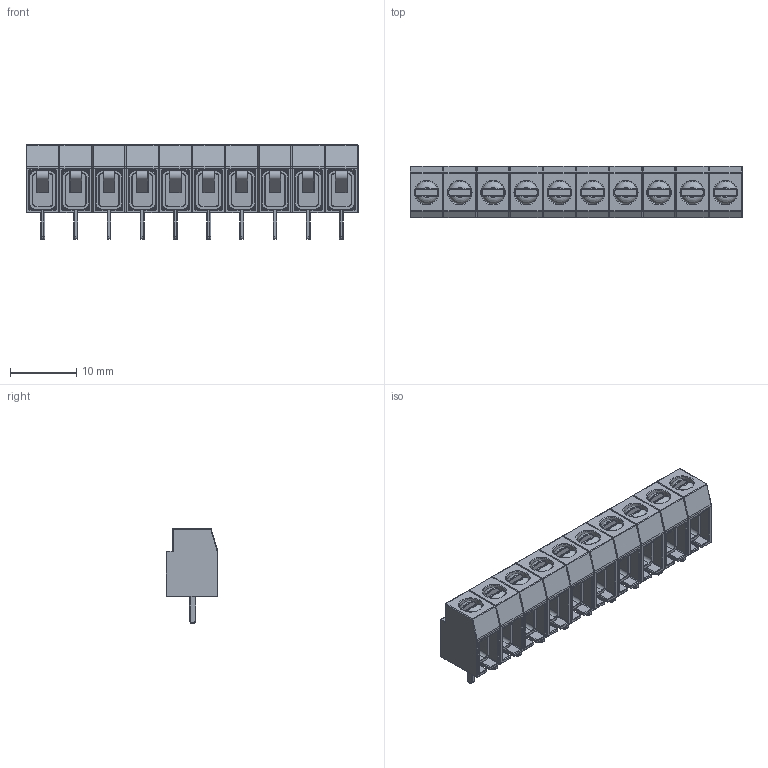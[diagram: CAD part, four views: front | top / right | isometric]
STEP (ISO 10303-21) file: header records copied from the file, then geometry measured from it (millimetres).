
FILE_DESCRIPTION(('FreeCAD Model'),'2;1');
FILE_NAME('Open CASCADE Shape Model','2023-08-10T16:54:55',(''),(''), 'Open CASCADE STEP processor 7.6','FreeCAD','Unknown');
FILE_SCHEMA(('AUTOMOTIVE_DESIGN { 1 0 10303 214 1 1 1 1 }'));
Length unit declared in the file: millimetre
Products named in the file (9): ScrewTerm_CUI_TB003_500; Housing; Housing_SinglePin; Enclosures; Enclosures_SinglePin; Screws; Screws_SinglePin; Pins; Pins_SinglePin
Assembly tree (44 placements, depth 3):
  ScrewTerm_CUI_TB003_500
    Housing
      Housing_SinglePin  x10
    Enclosures
      Enclosures_SinglePin  x10
    Screws
      Screws_SinglePin  x10
    Pins
      Pins_SinglePin  x10
Bounding box: 50 x 7.8 x 14.3 mm (x, y, z)
Volume: 2503 mm3; surface area: 6561.1 mm2
Topology: 40 solids, 40 shells, 2310 faces, 5330 edges, 2720 vertices
Faces by surface type: cylinder 1010, plane 510, torus 430, sphere 220, bspline 120, revolution 20
Full cylindrical faces by diameter (mm): 3.5 x20
Entity records: 16147 total; most frequent: CARTESIAN_POINT 5517, DIRECTION 2109, LINE 1079, VECTOR 1079, ORIENTED_EDGE 990, PCURVE 990, DEFINITIONAL_REPRESENTATION 990, AXIS2_PLACEMENT_3D 501
